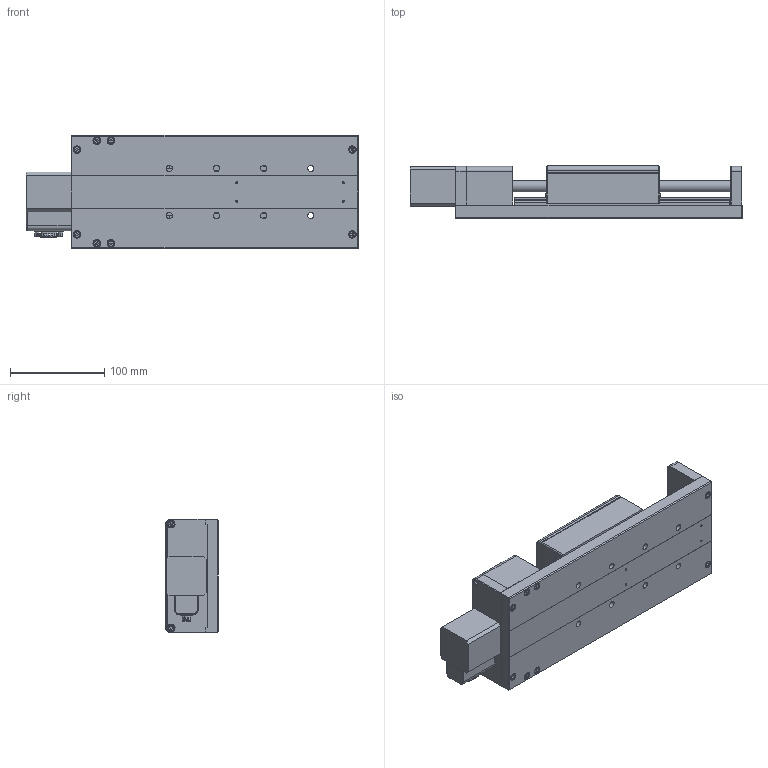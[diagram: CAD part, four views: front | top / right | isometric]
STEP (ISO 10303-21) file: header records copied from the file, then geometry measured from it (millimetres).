
FILE_DESCRIPTION (( 'STEP AP203' ), '1' );
FILE_NAME ('FMS120V-100.STEP', '2022-11-18T09:02:46', ( '' ), ( '' ), 'SwSTEP 2.0', 'SolidWorks 2017', '' );
FILE_SCHEMA (( 'CONFIG_CONTROL_DESIGN' ));
Length unit declared in the file: millimetre
Products named in the file (1): FMS120V-100
Bounding box: 352 x 56 x 120 mm (x, y, z)
Surface area: 220591.5 mm2 (no closed solid volume)
Topology: 0 solids, 91 shells, 842 faces, 3515 edges, 2688 vertices
Faces by surface type: plane 411, cylinder 270, cone 60, bspline 59, torus 26, sphere 16
Entity records: 38636 total; most frequent: CARTESIAN_POINT 10474, DIRECTION 5838, ORIENTED_EDGE 4862, EDGE_CURVE 3460, VERTEX_POINT 2679, VECTOR 2024, LINE 2024, AXIS2_PLACEMENT_3D 1907
